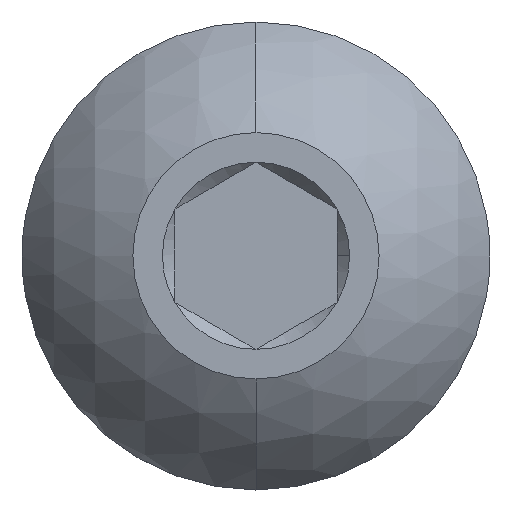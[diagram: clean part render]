
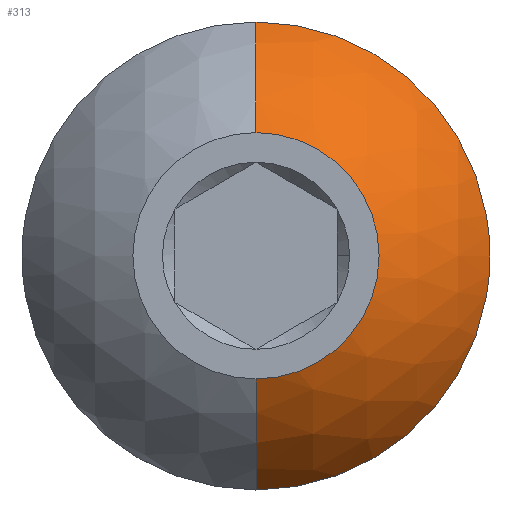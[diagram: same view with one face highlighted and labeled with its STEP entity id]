
A CAD part, top view. The second image highlights one B-rep face of the part: STEP entity #313.
In plain terms, the highlighted spherical face has radius 5.172 mm.
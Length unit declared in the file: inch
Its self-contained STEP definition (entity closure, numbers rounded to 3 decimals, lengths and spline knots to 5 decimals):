
#20 = EDGE_CURVE ( 'NONE', #909, #1658, #2226, .T. ) ;
#234 = CARTESIAN_POINT ( 'NONE',  ( 0., -0.1805, -0.08585 ) ) ;
#246 = CIRCLE ( 'NONE', #610, 0.1805 ) ;
#313 = ADVANCED_FACE ( 'NONE', ( #2571 ), #2839, .T. ) ;
#347 = DIRECTION ( 'NONE',  ( 0., 0., 1. ) ) ;
#349 = ORIENTED_EDGE ( 'NONE', *, *, #1837, .F. ) ;
#390 = CARTESIAN_POINT ( 'NONE',  ( 0., 0.1805, -0.08585 ) ) ;
#391 = CARTESIAN_POINT ( 'NONE',  ( 0., 0., -0.18011 ) ) ;
#521 = AXIS2_PLACEMENT_3D ( 'NONE', #2236, #1117, #654 ) ;
#610 = AXIS2_PLACEMENT_3D ( 'NONE', #2796, #347, #1022 ) ;
#613 = DIRECTION ( 'NONE',  ( 0., -1., 0. ) ) ;
#615 = VERTEX_POINT ( 'NONE', #2186 ) ;
#618 = EDGE_LOOP ( 'NONE', ( #1272, #1434, #2801, #2798, #349 ) ) ;
#654 = DIRECTION ( 'NONE',  ( 0., 1., 0. ) ) ;
#778 = CIRCLE ( 'NONE', #2172, 0.1805 ) ;
#809 = EDGE_CURVE ( 'NONE', #615, #909, #246, .T. ) ;
#841 = VERTEX_POINT ( 'NONE', #234 ) ;
#870 = VERTEX_POINT ( 'NONE', #1250 ) ;
#909 = VERTEX_POINT ( 'NONE', #390 ) ;
#947 = DIRECTION ( 'NONE',  ( 0., 0., 1. ) ) ;
#1022 = DIRECTION ( 'NONE',  ( 1., 0., 0. ) ) ;
#1095 = CIRCLE ( 'NONE', #1792, 0.095 ) ;
#1117 = DIRECTION ( 'NONE',  ( 1., 0., 0. ) ) ;
#1210 = EDGE_CURVE ( 'NONE', #870, #1658, #1095, .T. ) ;
#1250 = CARTESIAN_POINT ( 'NONE',  ( 0., -0.095, 0. ) ) ;
#1272 = ORIENTED_EDGE ( 'NONE', *, *, #1392, .T. ) ;
#1392 = EDGE_CURVE ( 'NONE', #841, #615, #778, .T. ) ;
#1434 = ORIENTED_EDGE ( 'NONE', *, *, #809, .T. ) ;
#1508 = DIRECTION ( 'NONE',  ( 1., 0., 0. ) ) ;
#1658 = VERTEX_POINT ( 'NONE', #2531 ) ;
#1792 = AXIS2_PLACEMENT_3D ( 'NONE', #1907, #2644, #1508 ) ;
#1837 = EDGE_CURVE ( 'NONE', #841, #870, #1843, .T. ) ;
#1843 = CIRCLE ( 'NONE', #2550, 0.20363 ) ;
#1881 = DIRECTION ( 'NONE',  ( 0., -1., 0. ) ) ;
#1907 = CARTESIAN_POINT ( 'NONE',  ( 0., 0., 0. ) ) ;
#1908 = CARTESIAN_POINT ( 'NONE',  ( 0., 0., -0.18011 ) ) ;
#2172 = AXIS2_PLACEMENT_3D ( 'NONE', #2727, #947, #2759 ) ;
#2186 = CARTESIAN_POINT ( 'NONE',  ( 0.1805, 0., -0.08585 ) ) ;
#2226 = CIRCLE ( 'NONE', #521, 0.20363 ) ;
#2236 = CARTESIAN_POINT ( 'NONE',  ( 0., 0., -0.18011 ) ) ;
#2460 = AXIS2_PLACEMENT_3D ( 'NONE', #1908, #2618, #613 ) ;
#2531 = CARTESIAN_POINT ( 'NONE',  ( 0., 0.095, 0. ) ) ;
#2550 = AXIS2_PLACEMENT_3D ( 'NONE', #391, #2825, #1881 ) ;
#2571 = FACE_OUTER_BOUND ( 'NONE', #618, .T. ) ;
#2618 = DIRECTION ( 'NONE',  ( 1., 0., 0. ) ) ;
#2644 = DIRECTION ( 'NONE',  ( 0., 0., 1. ) ) ;
#2727 = CARTESIAN_POINT ( 'NONE',  ( 0., 0., -0.08585 ) ) ;
#2759 = DIRECTION ( 'NONE',  ( 1., 0., 0. ) ) ;
#2796 = CARTESIAN_POINT ( 'NONE',  ( 0., 0., -0.08585 ) ) ;
#2798 = ORIENTED_EDGE ( 'NONE', *, *, #1210, .F. ) ;
#2801 = ORIENTED_EDGE ( 'NONE', *, *, #20, .T. ) ;
#2825 = DIRECTION ( 'NONE',  ( -1., 0., 0. ) ) ;
#2839 = SPHERICAL_SURFACE ( 'NONE', #2460, 0.20363 ) ;
